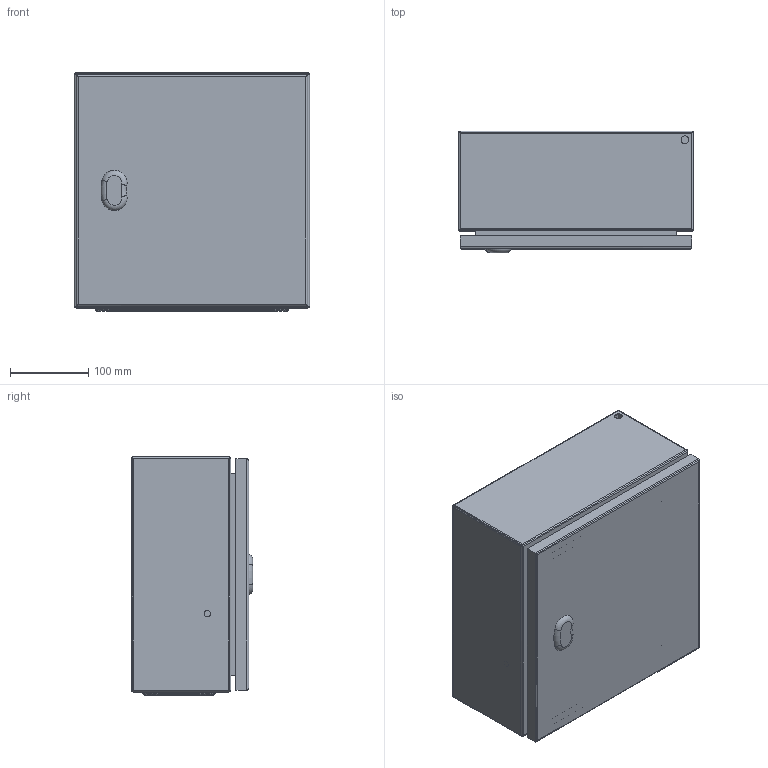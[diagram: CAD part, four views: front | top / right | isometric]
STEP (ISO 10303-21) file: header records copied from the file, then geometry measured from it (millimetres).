
FILE_DESCRIPTION(/* description */ ('STEP AP214'),/* implementation_level */ '2;1');
FILE_NAME(/* name */ 'EC030315-LOD400',/* time_stamp */ '2025-06-30T09:05:18+02:00',/* author */ ('License CC BY-ND 4.0'),/* organization */ ('CADENAS'),/* preprocessor_version */ 'ST-DEVELOPER v19.3',/* originating_system */ 'PARTsolutions',/* authorisation */ ' ');
FILE_SCHEMA (('AUTOMOTIVE_DESIGN {1 0 10303 214 3 1 1}'));
Length unit declared in the file: millimetre
Products named in the file (5): EC030315-LOD400; EC030315-LOD400_cabinet; EC030315-LOD400_door; EC030315-LOD400_bottom_plate; EC030315-LOD400_inner_plate
Assembly tree (4 placements, depth 2):
  EC030315-LOD400
    EC030315-LOD400_cabinet
    EC030315-LOD400_door
    EC030315-LOD400_bottom_plate
    EC030315-LOD400_inner_plate
Bounding box: 300 x 155 x 304 mm (x, y, z)
Volume: 710772.1 mm3; surface area: 963538.9 mm2
Topology: 4 solids, 4 shells, 398 faces, 972 edges, 622 vertices
Faces by surface type: plane 162, cylinder 156, cone 40, torus 40
Full cylindrical faces by diameter (mm): 1 x16, 4.5 x22, 5 x4, 5.5 x4, 6 x4, 7 x4, 8 x12, 10 x10, 14 x4
Entity records: 11195 total; most frequent: DIRECTION 2046, CARTESIAN_POINT 1813, ORIENTED_EDGE 1640, AXIS2_PLACEMENT_3D 823, EDGE_CURVE 820, EDGE_LOOP 660, FACE_BOUND 660, VERTEX_POINT 590
